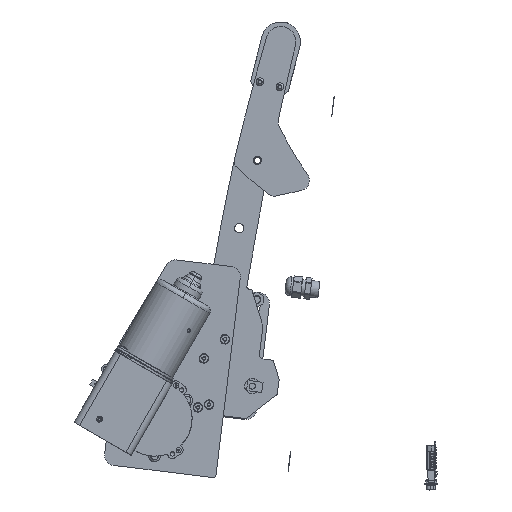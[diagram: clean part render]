
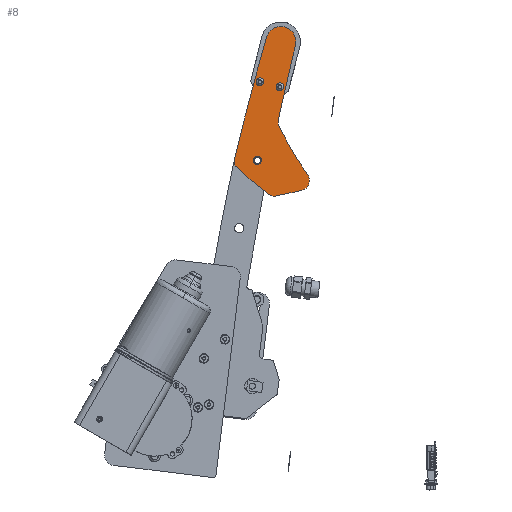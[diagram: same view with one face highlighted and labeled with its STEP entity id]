
A CAD part, left-side view. The second image highlights one B-rep face of the part: STEP entity #8.
In plain terms, the highlighted face is planar.
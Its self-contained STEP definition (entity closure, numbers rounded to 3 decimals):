
#8 = ADVANCED_FACE ( 'NONE', ( #41335, #9715 ), #83248, .F. ) ;
#1094 = VERTEX_POINT ( 'NONE', #31978 ) ;
#1533 = ORIENTED_EDGE ( 'NONE', *, *, #21857, .F. ) ;
#3367 = CIRCLE ( 'NONE', #97680, 4. ) ;
#3675 = DIRECTION ( 'NONE',  ( 0., 1., 0. ) ) ;
#3993 = DIRECTION ( 'NONE',  ( 0., 0., 1. ) ) ;
#4105 = VERTEX_POINT ( 'NONE', #92663 ) ;
#4425 = CARTESIAN_POINT ( 'NONE',  ( -3.676, 0., -39.529 ) ) ;
#6779 = DIRECTION ( 'NONE',  ( 0., 0., -1. ) ) ;
#7006 = CIRCLE ( 'NONE', #15829, 10. ) ;
#9715 = FACE_OUTER_BOUND ( 'NONE', #16670, .T. ) ;
#12933 = EDGE_LOOP ( 'NONE', ( #124494, #36658 ) ) ;
#13959 = VERTEX_POINT ( 'NONE', #82949 ) ;
#14853 = CARTESIAN_POINT ( 'NONE',  ( -131., 0., -15. ) ) ;
#15829 = AXIS2_PLACEMENT_3D ( 'NONE', #89559, #37350, #79263 ) ;
#16670 = EDGE_LOOP ( 'NONE', ( #98540, #34431, #114595, #37150, #130844, #119125, #127047, #54616, #134618, #120751, #135746, #1533 ) ) ;
#17032 = AXIS2_PLACEMENT_3D ( 'NONE', #30889, #103727, #104418 ) ;
#17741 = CIRCLE ( 'NONE', #94558, 7. ) ;
#20214 = CARTESIAN_POINT ( 'NONE',  ( -129.793, 0., -0.45 ) ) ;
#20977 = EDGE_CURVE ( 'NONE', #67567, #4105, #17741, .T. ) ;
#21857 = EDGE_CURVE ( 'NONE', #13959, #71593, #101322, .T. ) ;
#22046 = DIRECTION ( 'NONE',  ( 0., 1., 0. ) ) ;
#22298 = AXIS2_PLACEMENT_3D ( 'NONE', #57020, #98891, #102325 ) ;
#22484 = CARTESIAN_POINT ( 'NONE',  ( -132.834, 0., -29.484 ) ) ;
#24849 = EDGE_CURVE ( 'NONE', #83451, #118848, #27404, .T. ) ;
#27404 = CIRCLE ( 'NONE', #99247, 4000. ) ;
#29444 = EDGE_CURVE ( 'NONE', #4105, #124232, #91011, .T. ) ;
#29483 = DIRECTION ( 'NONE',  ( 0., 1., 0. ) ) ;
#29489 = DIRECTION ( 'NONE',  ( 0., -1., 0. ) ) ;
#29943 = VERTEX_POINT ( 'NONE', #112299 ) ;
#30034 = EDGE_CURVE ( 'NONE', #29943, #113390, #3367, .T. ) ;
#30468 = EDGE_CURVE ( 'NONE', #43213, #134128, #54003, .T. ) ;
#30889 = CARTESIAN_POINT ( 'NONE',  ( -131., 0., -15. ) ) ;
#31978 = CARTESIAN_POINT ( 'NONE',  ( -131., 0., -0.4 ) ) ;
#32118 = CARTESIAN_POINT ( 'NONE',  ( -54., 0., 1. ) ) ;
#32572 = DIRECTION ( 'NONE',  ( 0., 0., 1. ) ) ;
#34431 = ORIENTED_EDGE ( 'NONE', *, *, #121016, .F. ) ;
#35801 = CIRCLE ( 'NONE', #127995, 300. ) ;
#36658 = ORIENTED_EDGE ( 'NONE', *, *, #91753, .T. ) ;
#36927 = DIRECTION ( 'NONE',  ( 0., 1., 0. ) ) ;
#37150 = ORIENTED_EDGE ( 'NONE', *, *, #78713, .F. ) ;
#37350 = DIRECTION ( 'NONE',  ( 0., 1., 0. ) ) ;
#38212 = CARTESIAN_POINT ( 'NONE',  ( 9.341, 0., 26.569 ) ) ;
#40478 = CARTESIAN_POINT ( 'NONE',  ( 200.96, 0., 3985.852 ) ) ;
#41335 = FACE_BOUND ( 'NONE', #12933, .T. ) ;
#43213 = VERTEX_POINT ( 'NONE', #84166 ) ;
#45579 = DIRECTION ( 'NONE',  ( 0., 0., 1. ) ) ;
#47792 = CARTESIAN_POINT ( 'NONE',  ( 9.341, 0., 26.569 ) ) ;
#50267 = DIRECTION ( 'NONE',  ( 0., 0., 1. ) ) ;
#52261 = EDGE_CURVE ( 'NONE', #84685, #43213, #79416, .T. ) ;
#53892 = DIRECTION ( 'NONE',  ( 0., 1., 0. ) ) ;
#54003 = CIRCLE ( 'NONE', #111040, 7. ) ;
#54327 = EDGE_CURVE ( 'NONE', #71593, #84685, #7006, .T. ) ;
#54557 = DIRECTION ( 'NONE',  ( 0., 1., 0. ) ) ;
#54616 = ORIENTED_EDGE ( 'NONE', *, *, #95904, .F. ) ;
#57020 = CARTESIAN_POINT ( 'NONE',  ( -216.708, 0., 244.67 ) ) ;
#58740 = CARTESIAN_POINT ( 'NONE',  ( 12., 0., 0. ) ) ;
#59010 = DIRECTION ( 'NONE',  ( 0., 0., 1. ) ) ;
#60390 = CIRCLE ( 'NONE', #126312, 7. ) ;
#60568 = DIRECTION ( 'NONE',  ( 0., 1., 0. ) ) ;
#62374 = VECTOR ( 'NONE', #111044, 1000. ) ;
#62641 = CARTESIAN_POINT ( 'NONE',  ( -150., 0., 45. ) ) ;
#63965 = DIRECTION ( 'NONE',  ( 0., 0., 1. ) ) ;
#67095 = DIRECTION ( 'NONE',  ( 0., 1., 0. ) ) ;
#67567 = VERTEX_POINT ( 'NONE', #4425 ) ;
#69930 = VERTEX_POINT ( 'NONE', #120110 ) ;
#70213 = CARTESIAN_POINT ( 'NONE',  ( -13.071, 0., -24.128 ) ) ;
#70441 = CIRCLE ( 'NONE', #123162, 4. ) ;
#71375 = CARTESIAN_POINT ( 'NONE',  ( -9.4, 0., -35.5 ) ) ;
#71593 = VERTEX_POINT ( 'NONE', #96747 ) ;
#74019 = DIRECTION ( 'NONE',  ( 0., -1., 0. ) ) ;
#75752 = AXIS2_PLACEMENT_3D ( 'NONE', #76157, #36927, #3993 ) ;
#76157 = CARTESIAN_POINT ( 'NONE',  ( 244.012, 0., 2946.753 ) ) ;
#77098 = CIRCLE ( 'NONE', #22298, 300. ) ;
#78713 = EDGE_CURVE ( 'NONE', #1094, #83451, #98145, .T. ) ;
#79263 = DIRECTION ( 'NONE',  ( 0., 0., 1. ) ) ;
#79416 = LINE ( 'NONE', #38212, #62374 ) ;
#81735 = AXIS2_PLACEMENT_3D ( 'NONE', #14853, #67095, #131009 ) ;
#82787 = CARTESIAN_POINT ( 'NONE',  ( -13.071, 0., -20.128 ) ) ;
#82949 = CARTESIAN_POINT ( 'NONE',  ( -6.991, 0., 30.151 ) ) ;
#83248 = PLANE ( 'NONE',  #95333 ) ;
#83451 = VERTEX_POINT ( 'NONE', #20214 ) ;
#84166 = CARTESIAN_POINT ( 'NONE',  ( 18.539, 0., 2.499 ) ) ;
#84685 = VERTEX_POINT ( 'NONE', #47792 ) ;
#89559 = CARTESIAN_POINT ( 'NONE',  ( 0., 0., 23. ) ) ;
#91011 = CIRCLE ( 'NONE', #75752, 3000. ) ;
#91753 = EDGE_CURVE ( 'NONE', #113390, #29943, #70441, .T. ) ;
#92663 = CARTESIAN_POINT ( 'NONE',  ( -9.993, 0., -42.475 ) ) ;
#93908 = DIRECTION ( 'NONE',  ( 0., 0., 1. ) ) ;
#94558 = AXIS2_PLACEMENT_3D ( 'NONE', #71375, #29483, #59010 ) ;
#94619 = EDGE_CURVE ( 'NONE', #69930, #13959, #77098, .T. ) ;
#95333 = AXIS2_PLACEMENT_3D ( 'NONE', #62641, #22046, #63965 ) ;
#95904 = EDGE_CURVE ( 'NONE', #134128, #67567, #35801, .T. ) ;
#96417 = DIRECTION ( 'NONE',  ( 0., 0., 1. ) ) ;
#96747 = CARTESIAN_POINT ( 'NONE',  ( 0., 0., 33. ) ) ;
#97680 = AXIS2_PLACEMENT_3D ( 'NONE', #82787, #53892, #32572 ) ;
#97784 = CARTESIAN_POINT ( 'NONE',  ( -249.004, 0., 133.138 ) ) ;
#98145 = CIRCLE ( 'NONE', #17032, 14.6 ) ;
#98540 = ORIENTED_EDGE ( 'NONE', *, *, #94619, .F. ) ;
#98891 = DIRECTION ( 'NONE',  ( 0., -1., 0. ) ) ;
#99247 = AXIS2_PLACEMENT_3D ( 'NONE', #40478, #29489, #6779 ) ;
#101322 = CIRCLE ( 'NONE', #134365, 10. ) ;
#102325 = DIRECTION ( 'NONE',  ( 0., 0., 1. ) ) ;
#103727 = DIRECTION ( 'NONE',  ( 0., 1., 0. ) ) ;
#104418 = DIRECTION ( 'NONE',  ( 0., 0., 1. ) ) ;
#105199 = CARTESIAN_POINT ( 'NONE',  ( 0., 0., 23. ) ) ;
#108082 = CARTESIAN_POINT ( 'NONE',  ( -13.071, 0., -20.128 ) ) ;
#111040 = AXIS2_PLACEMENT_3D ( 'NONE', #58740, #121311, #113033 ) ;
#111044 = DIRECTION ( 'NONE',  ( 0.357, 0., -0.934 ) ) ;
#111147 = CARTESIAN_POINT ( 'NONE',  ( 18.236, 0., -3.181 ) ) ;
#112299 = CARTESIAN_POINT ( 'NONE',  ( -13.071, 0., -16.128 ) ) ;
#113033 = DIRECTION ( 'NONE',  ( 0., 0., 1. ) ) ;
#113390 = VERTEX_POINT ( 'NONE', #70213 ) ;
#114595 = ORIENTED_EDGE ( 'NONE', *, *, #24849, .F. ) ;
#118848 = VERTEX_POINT ( 'NONE', #120442 ) ;
#119125 = ORIENTED_EDGE ( 'NONE', *, *, #29444, .F. ) ;
#120110 = CARTESIAN_POINT ( 'NONE',  ( -50.113, 0., -4.821 ) ) ;
#120442 = CARTESIAN_POINT ( 'NONE',  ( -54.447, 0., -5.986 ) ) ;
#120751 = ORIENTED_EDGE ( 'NONE', *, *, #52261, .F. ) ;
#121016 = EDGE_CURVE ( 'NONE', #118848, #69930, #60390, .T. ) ;
#121311 = DIRECTION ( 'NONE',  ( 0., 1., 0. ) ) ;
#123162 = AXIS2_PLACEMENT_3D ( 'NONE', #108082, #3675, #45579 ) ;
#124232 = VERTEX_POINT ( 'NONE', #22484 ) ;
#124494 = ORIENTED_EDGE ( 'NONE', *, *, #30034, .T. ) ;
#126312 = AXIS2_PLACEMENT_3D ( 'NONE', #32118, #74019, #93908 ) ;
#127047 = ORIENTED_EDGE ( 'NONE', *, *, #20977, .F. ) ;
#127995 = AXIS2_PLACEMENT_3D ( 'NONE', #97784, #54557, #96417 ) ;
#130844 = ORIENTED_EDGE ( 'NONE', *, *, #131949, .F. ) ;
#131009 = DIRECTION ( 'NONE',  ( 0., 0., 1. ) ) ;
#131949 = EDGE_CURVE ( 'NONE', #124232, #1094, #134463, .T. ) ;
#134128 = VERTEX_POINT ( 'NONE', #111147 ) ;
#134365 = AXIS2_PLACEMENT_3D ( 'NONE', #105199, #60568, #50267 ) ;
#134463 = CIRCLE ( 'NONE', #81735, 14.6 ) ;
#134618 = ORIENTED_EDGE ( 'NONE', *, *, #30468, .F. ) ;
#135746 = ORIENTED_EDGE ( 'NONE', *, *, #54327, .F. ) ;
